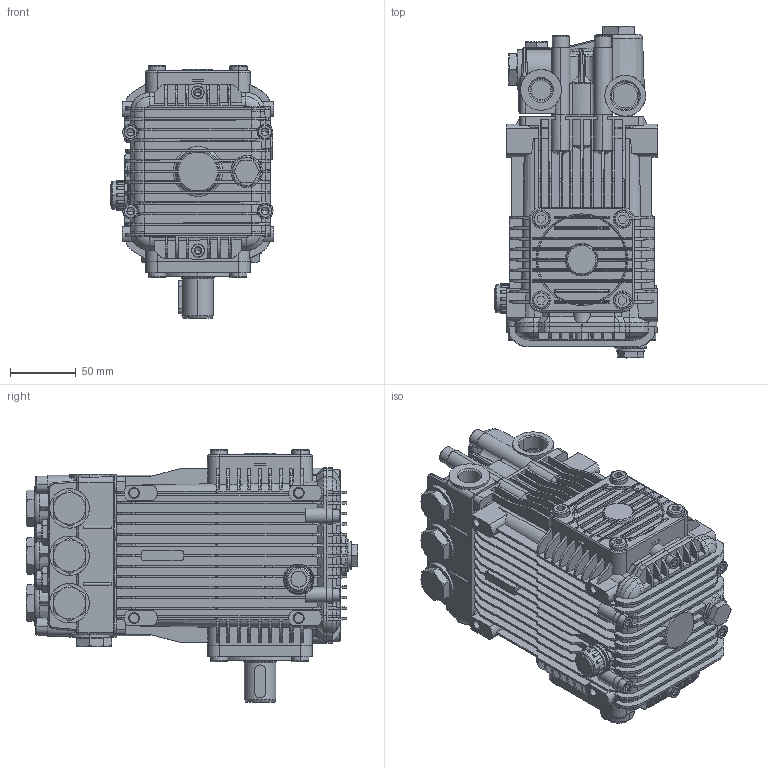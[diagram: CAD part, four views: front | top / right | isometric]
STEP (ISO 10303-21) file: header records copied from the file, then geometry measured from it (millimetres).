
FILE_DESCRIPTION(('Creo Elements/Direct Modeling STEP Export'),'2;1');
FILE_NAME('RK_N_BLK.stp','2011-11-22T17:13:05',(''),(''),'Creo Elements/Direct Modeling STEP processor for AP214 (Solid Model)','Creo Elements/Direct Modeling 17.0C 05-Feb-2011 (C) Parametric Technology GmbH','');
FILE_SCHEMA(('AUTOMOTIVE_DESIGN { 1 0 10303 214 1 1 1 1 }'));
Products named in the file (2): RK_N_BLK
Assembly tree (1 placements, depth 2):
  RK_N_BLK
    RK_N_BLK
Bounding box: 123.82 x 252 x 192.1 mm (x, y, z)
Volume: 2713651.6 mm3; surface area: 324574.1 mm2
Topology: 1 solids, 34 shells, 3094 faces, 8336 edges, 5379 vertices
Faces by surface type: plane 1571, cylinder 924, cone 337, torus 207, extrusion 23, bspline 20, sphere 12
Entity records: 141372 total; most frequent: CARTESIAN_POINT 70342, ORIENTED_EDGE 16620, DIRECTION 12334, EDGE_CURVE 8308, VERTEX_POINT 5379, AXIS2_PLACEMENT_3D 4225, VECTOR 3884, LINE 3872
